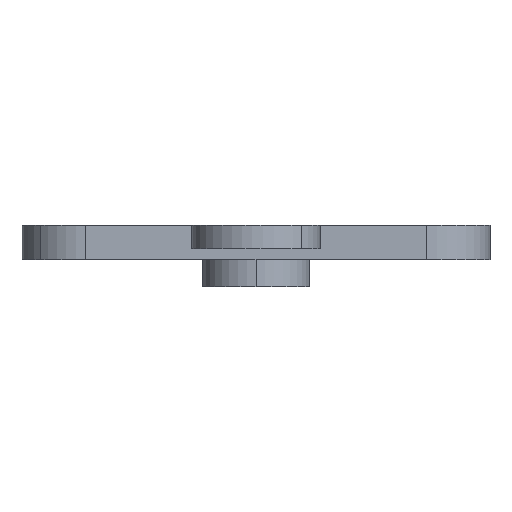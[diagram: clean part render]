
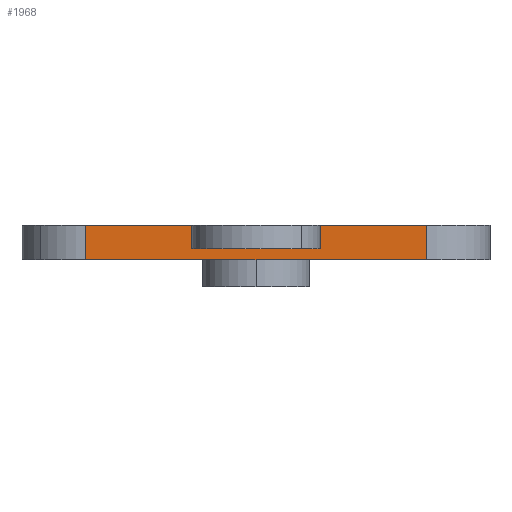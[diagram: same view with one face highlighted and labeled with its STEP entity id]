
A CAD part, left-side view. The second image highlights one B-rep face of the part: STEP entity #1968.
In plain terms, the highlighted planar face has unit normal (-1, 0, 0).
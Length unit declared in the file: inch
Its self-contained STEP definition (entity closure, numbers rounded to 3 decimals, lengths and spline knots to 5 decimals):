
#230=CARTESIAN_POINT('',(-0.2365,-0.6285,0.2285));
#231=VERTEX_POINT('',#230);
#239=CARTESIAN_POINT('',(-0.2365,-0.6285,0.1));
#240=VERTEX_POINT('',#239);
#241=CARTESIAN_POINT('',(-0.2365,-0.6285,0.2285));
#242=DIRECTION('',(0.0,0.0,-1.0));
#243=VECTOR('',#242,0.1285);
#244=LINE('',#241,#243);
#245=EDGE_CURVE('',#231,#240,#244,.T.);
#1118=CARTESIAN_POINT('',(-0.2365,0.6285,0.1));
#1119=VERTEX_POINT('',#1118);
#1120=CARTESIAN_POINT('',(-0.2365,0.6285,0.1));
#1121=DIRECTION('',(0.0,-1.0,0.0));
#1122=VECTOR('',#1121,1.257);
#1123=LINE('',#1120,#1122);
#1124=EDGE_CURVE('',#1119,#240,#1123,.T.);
#1640=CARTESIAN_POINT('',(-0.2365,0.2365,0.1415));
#1641=VERTEX_POINT('',#1640);
#1642=CARTESIAN_POINT('',(-0.2365,0.2365,0.2285));
#1643=VERTEX_POINT('',#1642);
#1644=CARTESIAN_POINT('',(-0.2365,0.2365,0.1415));
#1645=DIRECTION('',(0.0,0.0,1.0));
#1646=VECTOR('',#1645,0.087);
#1647=LINE('',#1644,#1646);
#1648=EDGE_CURVE('',#1641,#1643,#1647,.T.);
#1711=CARTESIAN_POINT('',(-0.2365,-0.2365,0.1415));
#1712=VERTEX_POINT('',#1711);
#1713=CARTESIAN_POINT('',(-0.2365,-0.2365,0.1415));
#1714=DIRECTION('',(0.0,1.0,0.0));
#1715=VECTOR('',#1714,0.473);
#1716=LINE('',#1713,#1715);
#1717=EDGE_CURVE('',#1712,#1641,#1716,.T.);
#1756=CARTESIAN_POINT('',(-0.2365,-0.2365,0.2285));
#1757=VERTEX_POINT('',#1756);
#1758=CARTESIAN_POINT('',(-0.2365,-0.2365,0.2285));
#1759=DIRECTION('',(0.0,0.0,-1.0));
#1760=VECTOR('',#1759,0.087);
#1761=LINE('',#1758,#1760);
#1762=EDGE_CURVE('',#1757,#1712,#1761,.T.);
#1925=CARTESIAN_POINT('',(-0.2365,0.6285,0.2285));
#1926=VERTEX_POINT('',#1925);
#1927=CARTESIAN_POINT('',(-0.2365,0.6285,0.2285));
#1928=DIRECTION('',(0.0,0.0,-1.0));
#1929=VECTOR('',#1928,0.1285);
#1930=LINE('',#1927,#1929);
#1931=EDGE_CURVE('',#1926,#1119,#1930,.T.);
#1943=CARTESIAN_POINT('',(-0.2365,0.6285,0.2285));
#1944=DIRECTION('',(-1.0,0.0,0.0));
#1945=DIRECTION('',(0.0,0.0,1.0));
#1946=AXIS2_PLACEMENT_3D('',#1943,#1944,#1945);
#1947=PLANE('',#1946);
#1948=ORIENTED_EDGE('',*,*,#1648,.T.);
#1949=CARTESIAN_POINT('',(-0.2365,0.6285,0.2285));
#1950=DIRECTION('',(0.0,-1.0,0.0));
#1951=VECTOR('',#1950,0.392);
#1952=LINE('',#1949,#1951);
#1953=EDGE_CURVE('',#1926,#1643,#1952,.T.);
#1954=ORIENTED_EDGE('',*,*,#1953,.F.);
#1955=ORIENTED_EDGE('',*,*,#1931,.T.);
#1956=ORIENTED_EDGE('',*,*,#1124,.T.);
#1957=ORIENTED_EDGE('',*,*,#245,.F.);
#1958=CARTESIAN_POINT('',(-0.2365,-0.2365,0.2285));
#1959=DIRECTION('',(0.0,-1.0,0.0));
#1960=VECTOR('',#1959,0.392);
#1961=LINE('',#1958,#1960);
#1962=EDGE_CURVE('',#1757,#231,#1961,.T.);
#1963=ORIENTED_EDGE('',*,*,#1962,.F.);
#1964=ORIENTED_EDGE('',*,*,#1762,.T.);
#1965=ORIENTED_EDGE('',*,*,#1717,.T.);
#1966=EDGE_LOOP('',(#1948,#1954,#1955,#1956,#1957,#1963,#1964,#1965));
#1967=FACE_OUTER_BOUND('',#1966,.T.);
#1968=ADVANCED_FACE('',(#1967),#1947,.T.);
